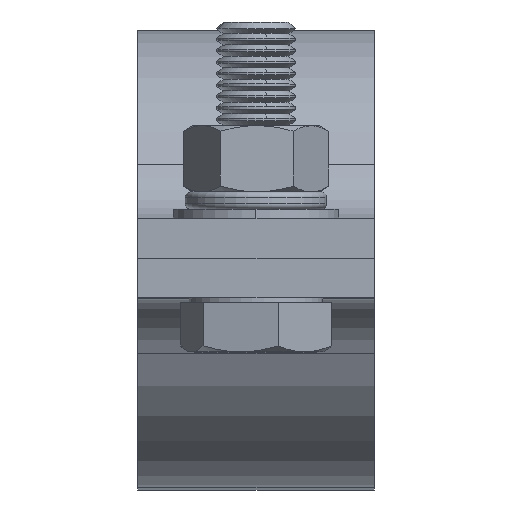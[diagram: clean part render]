
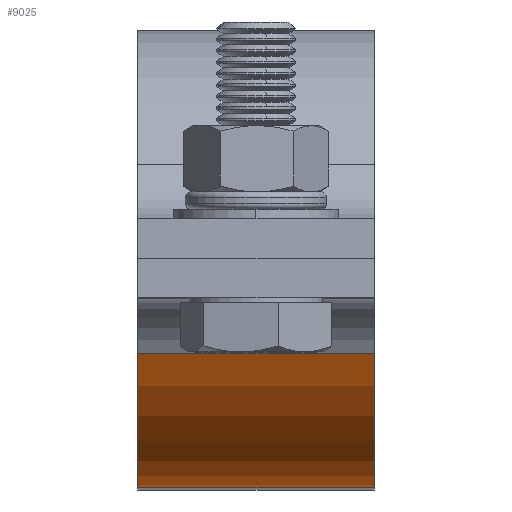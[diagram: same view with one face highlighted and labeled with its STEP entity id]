
A CAD part, top view. The second image highlights one B-rep face of the part: STEP entity #9025.
In plain terms, the highlighted cylindrical face has radius 29 mm (diameter 58 mm), a partial arc.
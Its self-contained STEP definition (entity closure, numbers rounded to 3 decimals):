
#177 = EDGE_CURVE ( 'NONE', #5654, #2644, #5696, .T. ) ;
#1013 = VERTEX_POINT ( 'NONE', #5334 ) ;
#1213 = CARTESIAN_POINT ( 'NONE',  ( 15., -12.024, 101.39 ) ) ;
#1395 = ORIENTED_EDGE ( 'NONE', *, *, #8722, .F. ) ;
#1448 = VECTOR ( 'NONE', #8570, 1000. ) ;
#1490 = DIRECTION ( 'NONE',  ( -1., 0., 0. ) ) ;
#1587 = DIRECTION ( 'NONE',  ( 0., 0., -1. ) ) ;
#1687 = DIRECTION ( 'NONE',  ( 0., 0., -1. ) ) ;
#1911 = EDGE_CURVE ( 'NONE', #5654, #2813, #7463, .T. ) ;
#2178 = CARTESIAN_POINT ( 'NONE',  ( 15., -12.024, 101.39 ) ) ;
#2327 = CARTESIAN_POINT ( 'NONE',  ( -15., 0., 75. ) ) ;
#2433 = CARTESIAN_POINT ( 'NONE',  ( 15., -12.024, 48.61 ) ) ;
#2640 = EDGE_CURVE ( 'NONE', #2644, #1013, #2972, .T. ) ;
#2644 = VERTEX_POINT ( 'NONE', #6097 ) ;
#2813 = VERTEX_POINT ( 'NONE', #2433 ) ;
#2956 = AXIS2_PLACEMENT_3D ( 'NONE', #2327, #8799, #1587 ) ;
#2972 = CIRCLE ( 'NONE', #2956, 29. ) ;
#2990 = LINE ( 'NONE', #7955, #8115 ) ;
#4031 = EDGE_LOOP ( 'NONE', ( #9374, #1395, #7567, #9804 ) ) ;
#4845 = DIRECTION ( 'NONE',  ( 1., 0., 0. ) ) ;
#5334 = CARTESIAN_POINT ( 'NONE',  ( -15., -12.024, 48.61 ) ) ;
#5471 = FACE_OUTER_BOUND ( 'NONE', #4031, .T. ) ;
#5645 = AXIS2_PLACEMENT_3D ( 'NONE', #6599, #8313, #9051 ) ;
#5654 = VERTEX_POINT ( 'NONE', #1213 ) ;
#5696 = LINE ( 'NONE', #2178, #1448 ) ;
#6097 = CARTESIAN_POINT ( 'NONE',  ( -15., -12.024, 101.39 ) ) ;
#6599 = CARTESIAN_POINT ( 'NONE',  ( 15., 0., 75. ) ) ;
#7286 = CARTESIAN_POINT ( 'NONE',  ( 15., 0., 75. ) ) ;
#7463 = CIRCLE ( 'NONE', #10365, 29. ) ;
#7567 = ORIENTED_EDGE ( 'NONE', *, *, #1911, .F. ) ;
#7955 = CARTESIAN_POINT ( 'NONE',  ( 15., -12.024, 48.61 ) ) ;
#8115 = VECTOR ( 'NONE', #1490, 1000. ) ;
#8313 = DIRECTION ( 'NONE',  ( -1., 0., 0. ) ) ;
#8570 = DIRECTION ( 'NONE',  ( -1., 0., 0. ) ) ;
#8722 = EDGE_CURVE ( 'NONE', #2813, #1013, #2990, .T. ) ;
#8799 = DIRECTION ( 'NONE',  ( 1., 0., 0. ) ) ;
#9025 = ADVANCED_FACE ( 'NONE', ( #5471 ), #10146, .T. ) ;
#9051 = DIRECTION ( 'NONE',  ( 0., 0., 1. ) ) ;
#9374 = ORIENTED_EDGE ( 'NONE', *, *, #2640, .T. ) ;
#9804 = ORIENTED_EDGE ( 'NONE', *, *, #177, .T. ) ;
#10146 = CYLINDRICAL_SURFACE ( 'NONE', #5645, 29. ) ;
#10365 = AXIS2_PLACEMENT_3D ( 'NONE', #7286, #4845, #1687 ) ;
